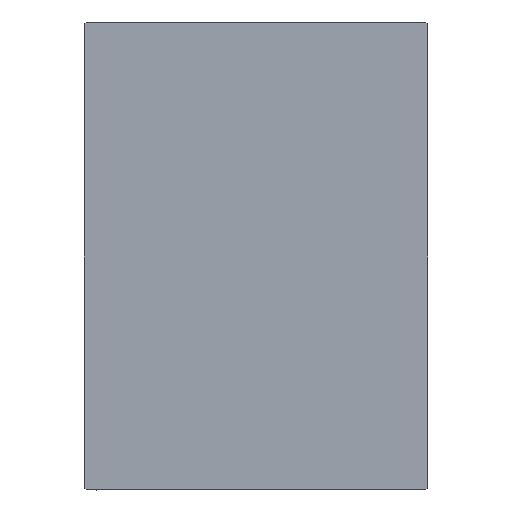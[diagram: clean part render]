
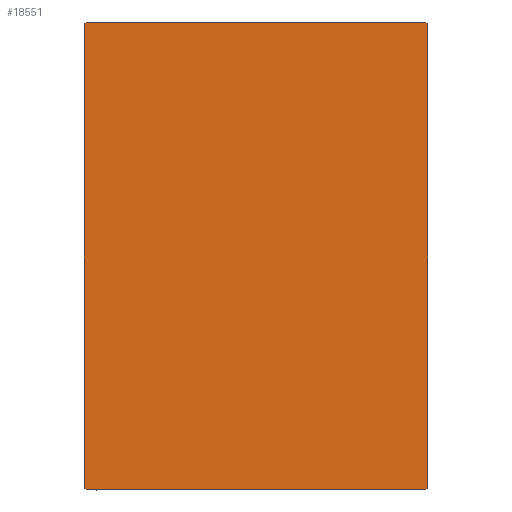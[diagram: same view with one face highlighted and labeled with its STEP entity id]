
A CAD part, left-side view. The second image highlights one B-rep face of the part: STEP entity #18551.
In plain terms, the highlighted face is planar.
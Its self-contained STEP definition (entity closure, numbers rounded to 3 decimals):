
#258 = CARTESIAN_POINT ( 'NONE',  ( 135., -27.2, -37.5 ) ) ;
#668 = VERTEX_POINT ( 'NONE', #13239 ) ;
#1022 = LINE ( 'NONE', #35313, #21925 ) ;
#1238 = CARTESIAN_POINT ( 'NONE',  ( 135., -32.35, -32.35 ) ) ;
#1358 = FACE_OUTER_BOUND ( 'NONE', #12771, .T. ) ;
#1498 = ORIENTED_EDGE ( 'NONE', *, *, #30065, .T. ) ;
#3092 = VERTEX_POINT ( 'NONE', #8515 ) ;
#3730 = CARTESIAN_POINT ( 'NONE',  ( 135., 32.35, -32.35 ) ) ;
#4929 = CARTESIAN_POINT ( 'NONE',  ( 135., 32.35, 32.35 ) ) ;
#5537 = VERTEX_POINT ( 'NONE', #17031 ) ;
#7703 = DIRECTION ( 'NONE',  ( 0., 0., -1. ) ) ;
#8376 = VECTOR ( 'NONE', #14908, 1000. ) ;
#8515 = CARTESIAN_POINT ( 'NONE',  ( 135., -27.2, 37.5 ) ) ;
#10396 = CARTESIAN_POINT ( 'NONE',  ( 135., 27.2, -37.5 ) ) ;
#11322 = VECTOR ( 'NONE', #40163, 1000. ) ;
#11368 = DIRECTION ( 'NONE',  ( 0., 1., 0. ) ) ;
#11957 = ORIENTED_EDGE ( 'NONE', *, *, #26748, .T. ) ;
#12771 = EDGE_LOOP ( 'NONE', ( #40929, #29924, #15156, #1498, #22822, #11957, #20600, #38716 ) ) ;
#12919 = CARTESIAN_POINT ( 'NONE',  ( 135., -27.5, 37.2 ) ) ;
#13123 = VECTOR ( 'NONE', #7703, 1000. ) ;
#13239 = CARTESIAN_POINT ( 'NONE',  ( 135., 27.5, 37.2 ) ) ;
#13699 = DIRECTION ( 'NONE',  ( 0., 0.707, 0.707 ) ) ;
#13950 = DIRECTION ( 'NONE',  ( 0., 0.707, -0.707 ) ) ;
#14627 = EDGE_CURVE ( 'NONE', #25136, #16725, #20789, .T. ) ;
#14672 = DIRECTION ( 'NONE',  ( 1., 0., 0. ) ) ;
#14757 = DIRECTION ( 'NONE',  ( 0., 0., 1. ) ) ;
#14908 = DIRECTION ( 'NONE',  ( 0., -0.707, 0.707 ) ) ;
#15109 = PLANE ( 'NONE',  #29399 ) ;
#15156 = ORIENTED_EDGE ( 'NONE', *, *, #36721, .T. ) ;
#16506 = CARTESIAN_POINT ( 'NONE',  ( 135., 27.5, 37.5 ) ) ;
#16725 = VERTEX_POINT ( 'NONE', #39820 ) ;
#17031 = CARTESIAN_POINT ( 'NONE',  ( 135., 27.2, 37.5 ) ) ;
#17318 = VECTOR ( 'NONE', #13699, 1000. ) ;
#18551 = ADVANCED_FACE ( 'NONE', ( #1358 ), #15109, .T. ) ;
#20600 = ORIENTED_EDGE ( 'NONE', *, *, #21243, .T. ) ;
#20789 = LINE ( 'NONE', #3730, #17318 ) ;
#21243 = EDGE_CURVE ( 'NONE', #42412, #38778, #35143, .T. ) ;
#21548 = CARTESIAN_POINT ( 'NONE',  ( 135., -27.5, -37.5 ) ) ;
#21925 = VECTOR ( 'NONE', #14757, 1000. ) ;
#22584 = CARTESIAN_POINT ( 'NONE',  ( 135., -32.35, 32.35 ) ) ;
#22822 = ORIENTED_EDGE ( 'NONE', *, *, #34360, .T. ) ;
#25063 = DIRECTION ( 'NONE',  ( 0., 0., -1. ) ) ;
#25136 = VERTEX_POINT ( 'NONE', #10396 ) ;
#26123 = LINE ( 'NONE', #22584, #40093 ) ;
#26748 = EDGE_CURVE ( 'NONE', #3092, #42412, #26123, .T. ) ;
#27649 = CARTESIAN_POINT ( 'NONE',  ( 135., -27.5, 37.5 ) ) ;
#29399 = AXIS2_PLACEMENT_3D ( 'NONE', #31268, #14672, #25063 ) ;
#29699 = VECTOR ( 'NONE', #13950, 1000. ) ;
#29924 = ORIENTED_EDGE ( 'NONE', *, *, #14627, .T. ) ;
#30012 = EDGE_CURVE ( 'NONE', #32281, #25136, #38565, .T. ) ;
#30065 = EDGE_CURVE ( 'NONE', #668, #5537, #41246, .T. ) ;
#31268 = CARTESIAN_POINT ( 'NONE',  ( 135., 0., 0. ) ) ;
#31579 = LINE ( 'NONE', #1238, #29699 ) ;
#32281 = VERTEX_POINT ( 'NONE', #258 ) ;
#33788 = CARTESIAN_POINT ( 'NONE',  ( 135., -27.5, -37.2 ) ) ;
#34251 = EDGE_CURVE ( 'NONE', #38778, #32281, #31579, .T. ) ;
#34360 = EDGE_CURVE ( 'NONE', #5537, #3092, #39734, .T. ) ;
#35143 = LINE ( 'NONE', #27649, #13123 ) ;
#35313 = CARTESIAN_POINT ( 'NONE',  ( 135., 27.5, -37.5 ) ) ;
#36653 = VECTOR ( 'NONE', #11368, 1000. ) ;
#36721 = EDGE_CURVE ( 'NONE', #16725, #668, #1022, .T. ) ;
#38565 = LINE ( 'NONE', #21548, #36653 ) ;
#38716 = ORIENTED_EDGE ( 'NONE', *, *, #34251, .T. ) ;
#38778 = VERTEX_POINT ( 'NONE', #33788 ) ;
#39605 = DIRECTION ( 'NONE',  ( 0., -0.707, -0.707 ) ) ;
#39734 = LINE ( 'NONE', #16506, #11322 ) ;
#39820 = CARTESIAN_POINT ( 'NONE',  ( 135., 27.5, -37.2 ) ) ;
#40093 = VECTOR ( 'NONE', #39605, 1000. ) ;
#40163 = DIRECTION ( 'NONE',  ( 0., -1., 0. ) ) ;
#40929 = ORIENTED_EDGE ( 'NONE', *, *, #30012, .T. ) ;
#41246 = LINE ( 'NONE', #4929, #8376 ) ;
#42412 = VERTEX_POINT ( 'NONE', #12919 ) ;
